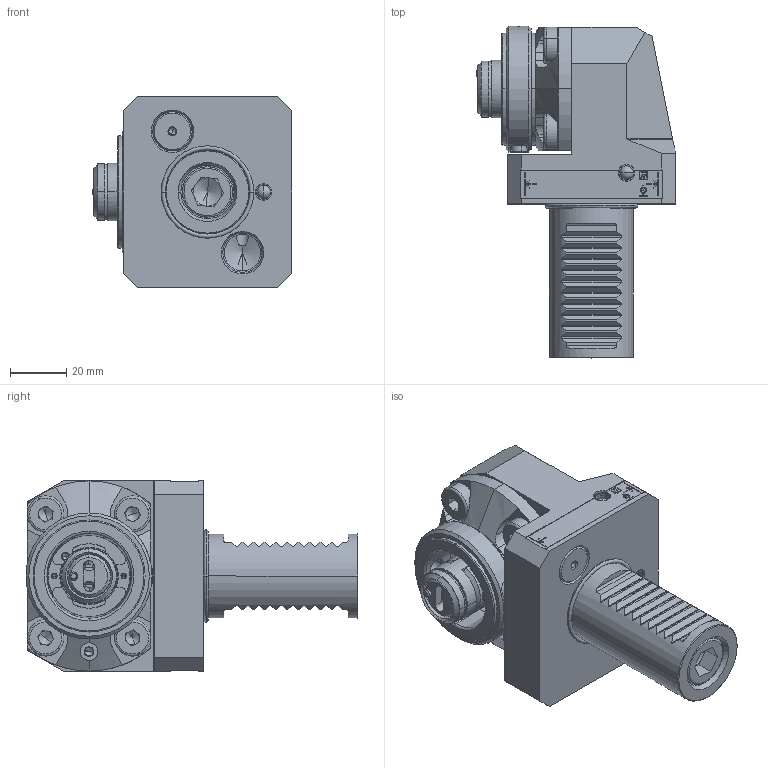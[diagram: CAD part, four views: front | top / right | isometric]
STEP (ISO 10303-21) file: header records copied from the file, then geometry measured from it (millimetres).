
FILE_DESCRIPTION (( 'STEP AP214' ), '1' );
FILE_NAME ('REA.HA4.VD3.041.STEP', '2024-12-13T07:16:49', ( '' ), ( '' ), 'SwSTEP 2.0', 'SolidWorks 2022', '' );
FILE_SCHEMA (( 'AUTOMOTIVE_DESIGN' ));
Length unit declared in the file: millimetre
Products named in the file (26): GrundkörperHSK40; Spindel; HA4-ER1.001.000; DIN 3771 - 11x1.5; U40-ER1.010.012_A; U40-HA4.001.025; DIN 3771 - 12x1.5; VD4-ER1.014.010_A; DIN 3771 - 33x2; VD4-ER1.014.010; ISO 13337 - 3 x 14_PreviewCfg; ISO 8734 - 5 x 12_PreviewCfg; VD3-ER1.030.058; Backe; DIN 7984 - M8 x 16; Stift; HA4-ER2.002.005; KVT_MB_600_060; REA-HA4.VD3.041-11_A; DIN 3771 - 30x1.5; HA4-ER3.003.009; Dichtung; U40-HA4.001.025_E; VD3-ER1.030.058_B; REA.HA4.VD3.041; ISO 4762 - M12 x 60
Assembly tree (31 placements, depth 4):
  REA.HA4.VD3.041
    REA-HA4.VD3.041-11_A
    VD3-ER1.030.058
      VD3-ER1.030.058_B
      ISO 4762 - M12 x 60
      ISO 8734 - 5 x 12_PreviewCfg
      DIN 3771 - 30x1.5
    U40-HA4.001.025
      U40-HA4.001.025_E
      ISO 13337 - 3 x 14_PreviewCfg
      DIN 7984 - M8 x 16  x4
      HA4-ER1.001.000
        Dichtung
        DIN 3771 - 12x1.5
        Backe  x2
        Stift
        GrundkörperHSK40
        Spindel
      DIN 3771 - 33x2
      HA4-ER3.003.009
      HA4-ER2.002.005
      U40-ER1.010.012_A
    VD4-ER1.014.010
      VD4-ER1.014.010_A
      DIN 3771 - 11x1.5
    KVT_MB_600_060  x3
Bounding box: 71.05 x 118.5 x 68 mm (x, y, z)
Volume: 223046.9 mm3; surface area: 75527.7 mm2
Topology: 30 solids, 30 shells, 932 faces, 2343 edges, 1461 vertices
Faces by surface type: plane 329, cylinder 291, cone 228, torus 58, bspline 20, sphere 6
Entity records: 27456 total; most frequent: CARTESIAN_POINT 7073, DIRECTION 4005, ORIENTED_EDGE 3944, EDGE_CURVE 1972, AXIS2_PLACEMENT_3D 1531, VERTEX_POINT 1271, VECTOR 943, LINE 943
